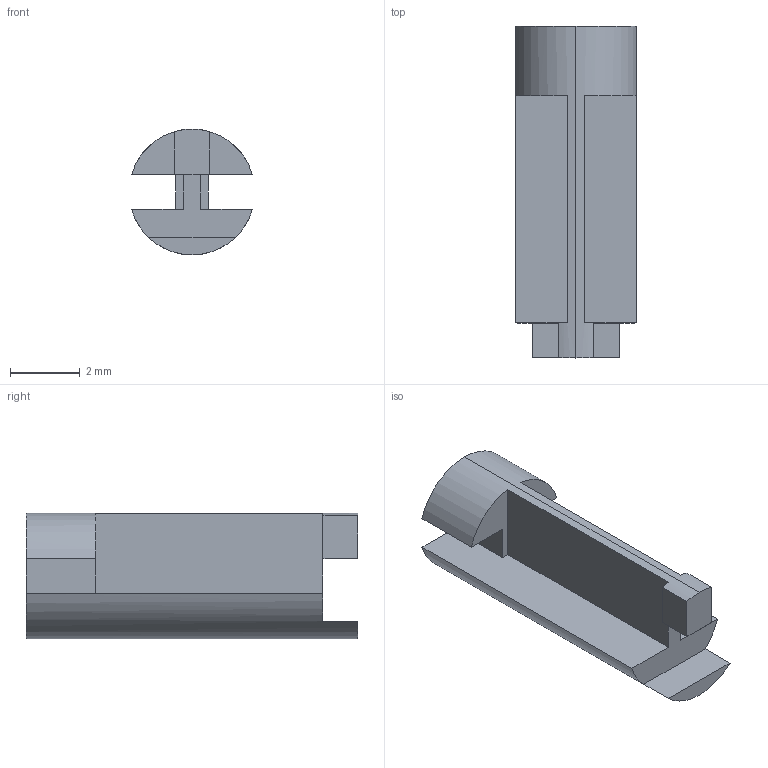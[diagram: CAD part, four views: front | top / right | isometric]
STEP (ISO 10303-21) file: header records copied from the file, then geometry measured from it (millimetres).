
FILE_DESCRIPTION(('STEP AP214'),'1');
FILE_NAME('14778.stp','2016-12-01T16:50:13',('TraceParts'),('TraceParts S.A.'),'Spatial InterOp 3D',' ',' ');
FILE_SCHEMA(('automotive_design'));
Length unit declared in the file: millimetre
Products named in the file (1): Imported1
Bounding box: 3.46 x 9.5 x 3.6 mm (x, y, z)
Volume: 46.2 mm3; surface area: 141.1 mm2
Topology: 1 solids, 1 shells, 24 faces, 64 edges, 42 vertices
Faces by surface type: plane 20, cylinder 4
Entity records: 963 total; most frequent: CARTESIAN_POINT 131, DIRECTION 128, ORIENTED_EDGE 128, EDGE_CURVE 64, LINE 50, VECTOR 50, VERTEX_POINT 42, AXIS2_PLACEMENT_3D 39
